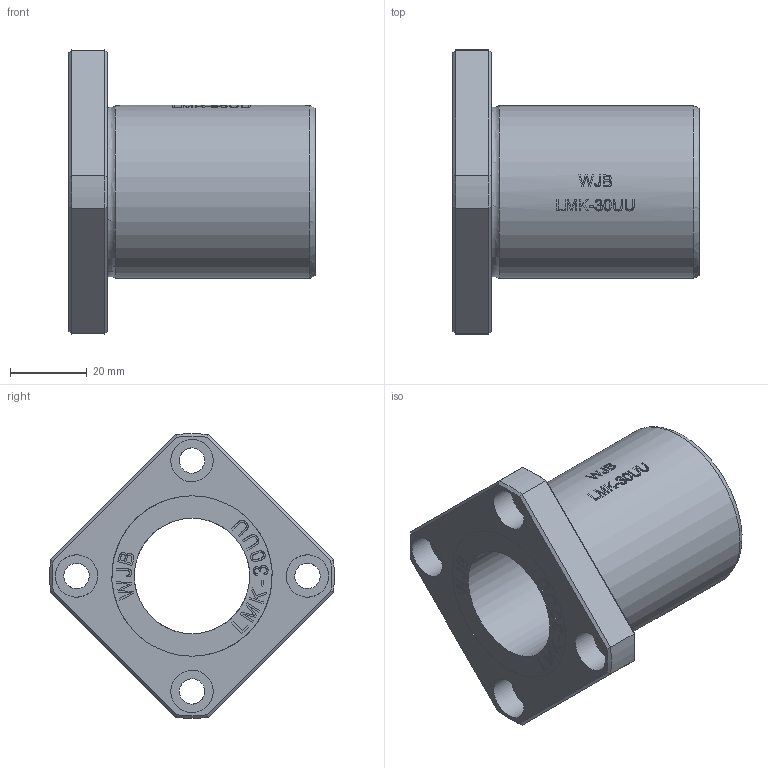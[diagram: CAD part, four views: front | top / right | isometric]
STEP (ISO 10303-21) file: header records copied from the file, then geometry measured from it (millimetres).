
FILE_DESCRIPTION(/* description */ (''),/* implementation_level */ '2;1');
FILE_NAME(/* name */ 'WJB-LMK-30UU.stp',/* time_stamp */ '2018-09-08T12:39:59+08:00',/* author */ (''),/* organization */ (''),/* preprocessor_version */ 'ST-DEVELOPER v11',/* originating_system */ 'SIEMENS UGS NX 6.0',/* authorisation */ '');
FILE_SCHEMA (('CONFIG_CONTROL_DESIGN'));
Length unit declared in the file: millimetre
Products named in the file (1): WJB-LMK-30UU
Bounding box: 64 x 73.95 x 73.95 mm (x, y, z)
Volume: 70200.4 mm3; surface area: 21810.8 mm2
Topology: 1 solids, 1 shells, 347 faces, 898 edges, 602 vertices
Faces by surface type: plane 214, extrusion 93, cylinder 30, cone 8, torus 2
Full cylindrical faces by diameter (mm): 6.6 x4, 11 x4, 30 x1, 41.7 x2, 45 x1
Entity records: 14043 total; most frequent: CARTESIAN_POINT 6191, ORIENTED_EDGE 1768, DIRECTION 1161, EDGE_CURVE 884, VERTEX_POINT 602, VECTOR 511, B_SPLINE_CURVE_WITH_KNOTS 489, EDGE_LOOP 420
